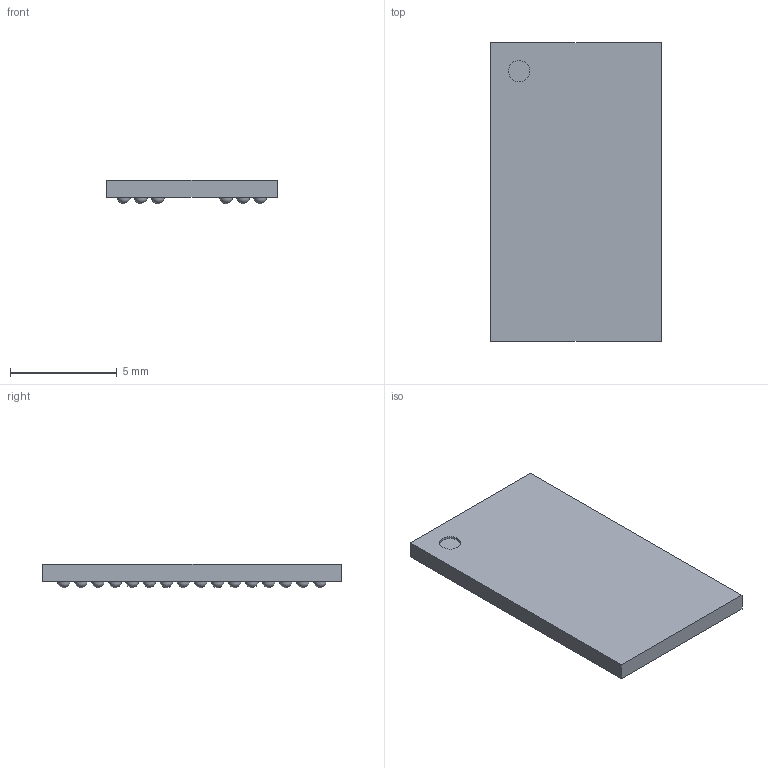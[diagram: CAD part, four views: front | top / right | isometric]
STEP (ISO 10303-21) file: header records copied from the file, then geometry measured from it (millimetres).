
FILE_DESCRIPTION(/* description */ (''),/* implementation_level */ '2;1');
FILE_NAME(/* name */ 'BGA96.step',/* time_stamp */ '2019-07-06T14:52:56+02:00',/* author */ (''),/* organization */ (''),/* preprocessor_version */ 'ST-DEVELOPER v18',/* originating_system */ 'Autodesk Translation Framework v8.2.0.1029',/* authorisation */ '');
FILE_SCHEMA (('AUTOMOTIVE_DESIGN { 1 0 10303 214 3 1 1 }'));
Length unit declared in the file: millimetre
Products named in the file (5): BGA96C80P9X16_800X1400X110; 815026928; Body; Open_CASCADE_STEP_translator_6.8_1.2; ball
Assembly tree (99 placements, depth 4):
  BGA96C80P9X16_800X1400X110
    815026928
      Body
        Open_CASCADE_STEP_translator_6.8_1.2
      ball  x96
Bounding box: 8 x 14 x 1.1 mm (x, y, z)
Volume: 100.4 mm3; surface area: 368.1 mm2
Topology: 97 solids, 97 shells, 104 faces, 305 edges, 204 vertices
Faces by surface type: sphere 96, plane 7, cylinder 1
Full cylindrical faces by diameter (mm): 1 x1
Entity records: 1145 total; most frequent: DIRECTION 249, CARTESIAN_POINT 145, AXIS2_PLACEMENT_3D 118, PRODUCT_DEFINITION_SHAPE 104, ITEM_DEFINED_TRANSFORMATION 99, CONTEXT_DEPENDENT_SHAPE_REPRESENTATION 99, NEXT_ASSEMBLY_USAGE_OCCURRENCE 99, ORIENTED_EDGE 36
